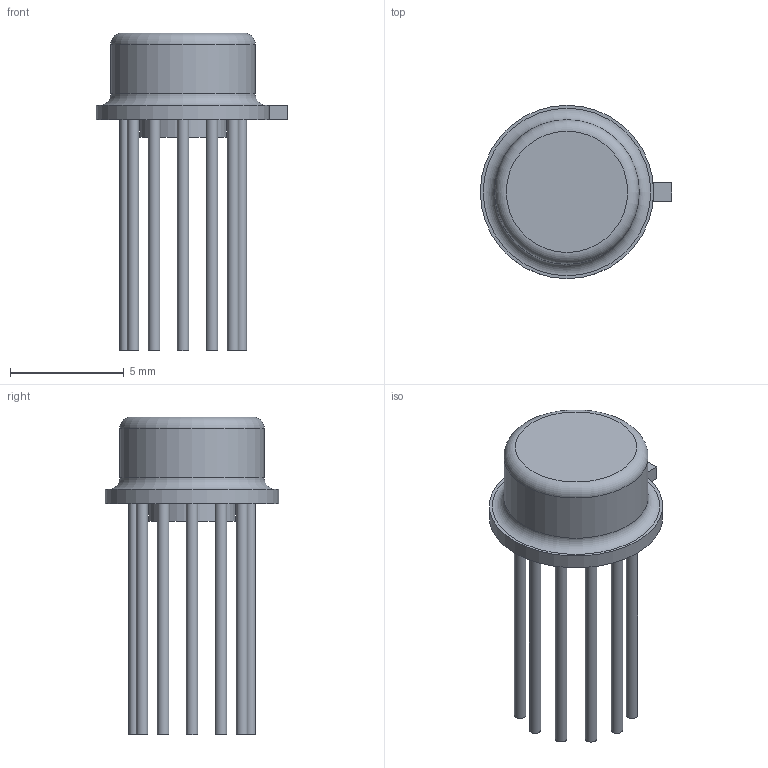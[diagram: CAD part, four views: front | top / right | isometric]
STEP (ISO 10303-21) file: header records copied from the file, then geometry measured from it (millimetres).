
FILE_DESCRIPTION(/* description */ (''),/* implementation_level */ '2;1');
FILE_NAME(/* name */ '827-7362-074',/* time_stamp */ '2000-05-10T13:07:24-05:00',/* author */ (''),/* organization */ (''),/* preprocessor_version */ 'ST-DEVELOPER 1.6',/* originating_system */ 'UNIGRAPHICS SOLUTIONS - UNIGRAPHICS 15.0',/* authorisation */ '');
FILE_SCHEMA (('CONFIG_CONTROL_DESIGN'));
Length unit declared in the file: inch
Products named in the file (5): 827-7362-106; 827-7362-077; 827-7362-076; 827-7362-075; 827-7362-074
Assembly tree (15 placements, depth 2):
  827-7362-074
    827-7362-075
    827-7362-076  x12
    827-7362-077
    827-7362-106
Bounding box: 8.41 x 7.62 x 13.97 mm (x, y, z)
Volume: 163.4 mm3; surface area: 373 mm2
Topology: 14 solids, 14 shells, 51 faces, 74 edges, 53 vertices
Faces by surface type: plane 33, cylinder 16, torus 2
Full cylindrical faces by diameter (mm): 0.508 x12, 3.81 x1, 6.35 x1, 7.62 x1
Entity records: 1309 total; most frequent: DIRECTION 102, CARTESIAN_POINT 74, ORGANIZATION 65, PERSON_AND_ORGANIZATION 65, CALENDAR_DATE 55, COORDINATED_UNIVERSAL_TIME_OFFSET 55, LOCAL_TIME 55, DATE_AND_TIME 55
